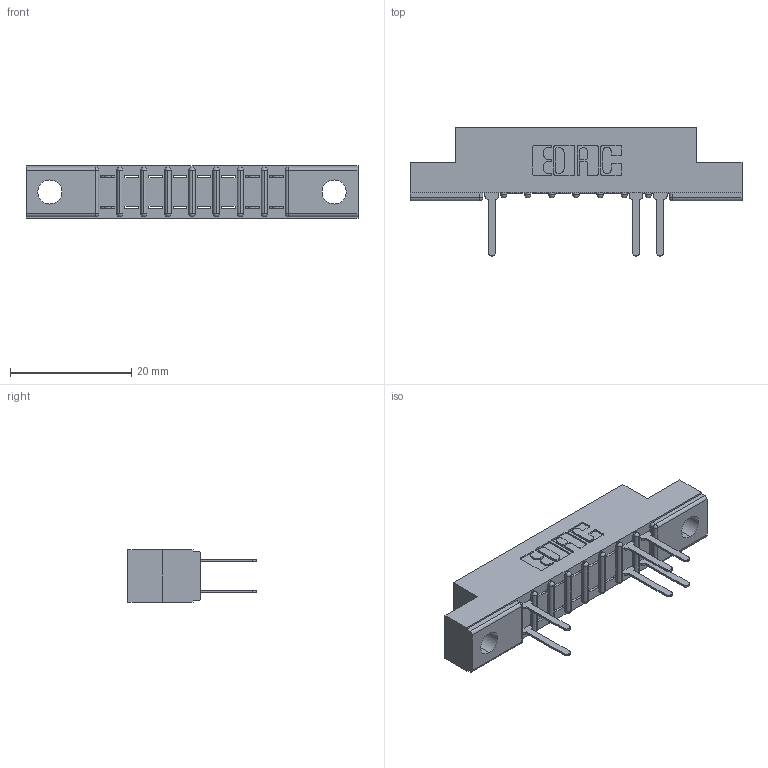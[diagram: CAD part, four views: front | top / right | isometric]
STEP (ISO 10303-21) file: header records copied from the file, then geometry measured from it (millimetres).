
FILE_DESCRIPTION (( 'STEP AP203' ), '1' );
FILE_NAME ('357-016-522-202.STEP', '2018-08-08T02:40:58', ( '' ), ( '' ), 'SwSTEP 2.0', 'SolidWorks 2016', '' );
FILE_SCHEMA (( 'CONFIG_CONTROL_DESIGN' ));
Length unit declared in the file: inch
Products named in the file (3): 307 Part_.128 Dia Mounting Holes; 307-290-001_522; 357-016-522-202
Assembly tree (7 placements, depth 2):
  357-016-522-202
    307 Part_.128 Dia Mounting Holes
    307-290-001_522  x6
Bounding box: 54.71 x 21.11 x 8.71 mm (x, y, z)
Volume: 3375.9 mm3; surface area: 4382.4 mm2
Topology: 7 solids, 7 shells, 503 faces, 1423 edges, 914 vertices
Faces by surface type: plane 316, cylinder 169, sphere 18
Entity records: 10956 total; most frequent: CARTESIAN_POINT 1842, ORIENTED_EDGE 1830, DIRECTION 1809, EDGE_CURVE 915, LINE 687, VECTOR 687, VERTEX_POINT 594, AXIS2_PLACEMENT_3D 561
